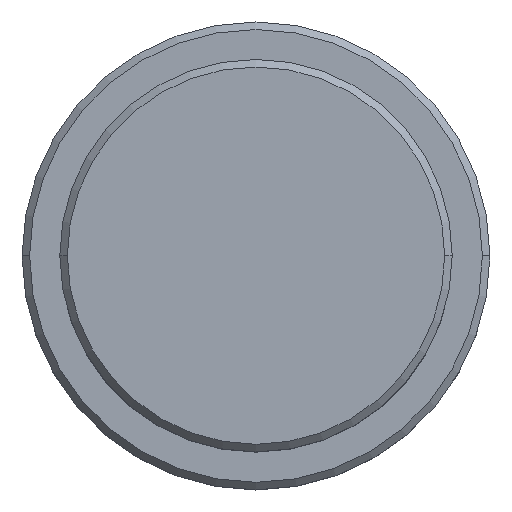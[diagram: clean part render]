
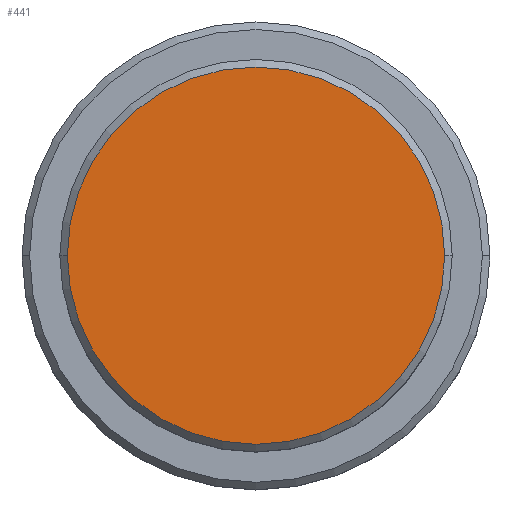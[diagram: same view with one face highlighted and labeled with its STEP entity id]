
A CAD part, top view. The second image highlights one B-rep face of the part: STEP entity #441.
In plain terms, the highlighted planar face has unit normal (0, 0, 1).
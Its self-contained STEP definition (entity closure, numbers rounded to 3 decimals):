
#17 = DIRECTION ( 'NONE',  ( 0., 0., 1. ) ) ;
#29 = CARTESIAN_POINT ( 'NONE',  ( -12.5, 0., 0. ) ) ;
#33 = AXIS2_PLACEMENT_3D ( 'NONE', #992, #17, #985 ) ;
#48 = EDGE_CURVE ( 'NONE', #1393, #1040, #313, .T. ) ;
#272 = EDGE_LOOP ( 'NONE', ( #875, #348 ) ) ;
#313 = CIRCLE ( 'NONE', #1097, 12.5 ) ;
#348 = ORIENTED_EDGE ( 'NONE', *, *, #418, .T. ) ;
#418 = EDGE_CURVE ( 'NONE', #1040, #1393, #960, .T. ) ;
#441 = ADVANCED_FACE ( 'NONE', ( #464 ), #882, .T. ) ;
#464 = FACE_OUTER_BOUND ( 'NONE', #272, .T. ) ;
#573 = CARTESIAN_POINT ( 'NONE',  ( 0., 0., 0. ) ) ;
#597 = CARTESIAN_POINT ( 'NONE',  ( 12.5, 0., 0. ) ) ;
#875 = ORIENTED_EDGE ( 'NONE', *, *, #48, .T. ) ;
#882 = PLANE ( 'NONE',  #918 ) ;
#918 = AXIS2_PLACEMENT_3D ( 'NONE', #573, #1330, #1318 ) ;
#960 = CIRCLE ( 'NONE', #33, 12.5 ) ;
#985 = DIRECTION ( 'NONE',  ( 1., 0., 0. ) ) ;
#992 = CARTESIAN_POINT ( 'NONE',  ( 0., 0., 0. ) ) ;
#1001 = CARTESIAN_POINT ( 'NONE',  ( 0., 0., 0. ) ) ;
#1040 = VERTEX_POINT ( 'NONE', #597 ) ;
#1097 = AXIS2_PLACEMENT_3D ( 'NONE', #1001, #1201, #1319 ) ;
#1201 = DIRECTION ( 'NONE',  ( 0., 0., 1. ) ) ;
#1318 = DIRECTION ( 'NONE',  ( 1., 0., 0. ) ) ;
#1319 = DIRECTION ( 'NONE',  ( 1., 0., 0. ) ) ;
#1330 = DIRECTION ( 'NONE',  ( 0., 0., 1. ) ) ;
#1393 = VERTEX_POINT ( 'NONE', #29 ) ;
